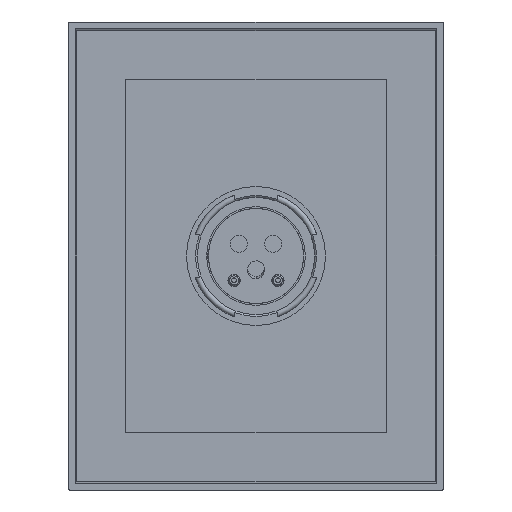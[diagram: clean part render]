
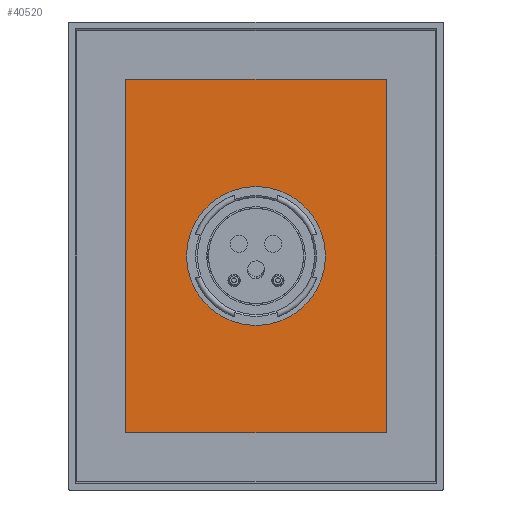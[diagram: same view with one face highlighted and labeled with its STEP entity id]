
A CAD part, front view. The second image highlights one B-rep face of the part: STEP entity #40520.
In plain terms, the highlighted planar face has unit normal (0, -1, 0).
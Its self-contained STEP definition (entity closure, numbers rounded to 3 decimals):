
#39397=DIRECTION('',(-1.,0.,0.));
#39398=VECTOR('',#39397,107.);
#39399=CARTESIAN_POINT('',(53.5,56.5,-72.5));
#39400=LINE('',#39399,#39398);
#39401=DIRECTION('',(0.,0.,1.));
#39402=VECTOR('',#39401,145.);
#39403=CARTESIAN_POINT('',(-53.5,56.5,-72.5));
#39404=LINE('',#39403,#39402);
#39405=DIRECTION('',(1.,0.,0.));
#39406=VECTOR('',#39405,107.);
#39407=CARTESIAN_POINT('',(-53.5,56.5,72.5));
#39408=LINE('',#39407,#39406);
#39409=DIRECTION('',(0.,0.,-1.));
#39410=VECTOR('',#39409,145.);
#39411=CARTESIAN_POINT('',(53.5,56.5,72.5));
#39412=LINE('',#39411,#39410);
#39413=CARTESIAN_POINT('',(0.,56.5,0.));
#39414=DIRECTION('',(0.,-1.,0.));
#39415=DIRECTION('',(1.,0.,0.));
#39416=AXIS2_PLACEMENT_3D('',#39413,#39414,#39415);
#39418=CARTESIAN_POINT('',(0.,56.5,0.));
#39419=DIRECTION('',(0.,-1.,0.));
#39420=DIRECTION('',(-1.,0.,0.));
#39421=AXIS2_PLACEMENT_3D('',#39418,#39419,#39420);
#39735=CARTESIAN_POINT('',(28.5,56.5,0.));
#39736=CARTESIAN_POINT('',(-28.5,56.5,0.));
#39737=VERTEX_POINT('',#39735);
#39738=VERTEX_POINT('',#39736);
#39871=CARTESIAN_POINT('',(53.5,56.5,-72.5));
#39872=CARTESIAN_POINT('',(-53.5,56.5,-72.5));
#39873=VERTEX_POINT('',#39871);
#39874=VERTEX_POINT('',#39872);
#39875=CARTESIAN_POINT('',(53.5,56.5,72.5));
#39876=VERTEX_POINT('',#39875);
#39877=CARTESIAN_POINT('',(-53.5,56.5,72.5));
#39878=VERTEX_POINT('',#39877);
#40500=CARTESIAN_POINT('',(0.,56.5,0.));
#40501=DIRECTION('',(0.,1.,0.));
#40502=DIRECTION('',(1.,0.,0.));
#40503=AXIS2_PLACEMENT_3D('',#40500,#40501,#40502);
#40504=PLANE('',#40503);
#40505=ORIENTED_EDGE('',*,*,#40483,.T.);
#40507=ORIENTED_EDGE('',*,*,#40506,.T.);
#40509=ORIENTED_EDGE('',*,*,#40508,.T.);
#40511=ORIENTED_EDGE('',*,*,#40510,.T.);
#40512=EDGE_LOOP('',(#40505,#40507,#40509,#40511));
#40513=FACE_OUTER_BOUND('',#40512,.F.);
#40515=ORIENTED_EDGE('',*,*,#40514,.T.);
#40517=ORIENTED_EDGE('',*,*,#40516,.T.);
#40518=EDGE_LOOP('',(#40515,#40517));
#40519=FACE_BOUND('',#40518,.F.);
#40520=ADVANCED_FACE('',(#40513,#40519),#40504,.F.);
#39417=CIRCLE('',#39416,28.5);
#39422=CIRCLE('',#39421,28.5);
#40483=EDGE_CURVE('',#39873,#39874,#39400,.T.);
#40506=EDGE_CURVE('',#39874,#39878,#39404,.T.);
#40508=EDGE_CURVE('',#39878,#39876,#39408,.T.);
#40510=EDGE_CURVE('',#39876,#39873,#39412,.T.);
#40514=EDGE_CURVE('',#39737,#39738,#39417,.T.);
#40516=EDGE_CURVE('',#39738,#39737,#39422,.T.);
